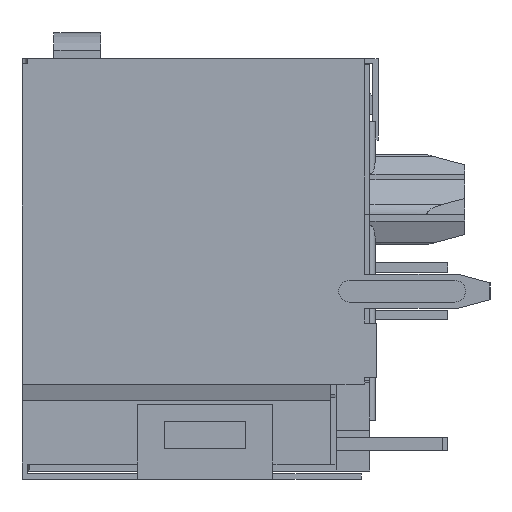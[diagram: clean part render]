
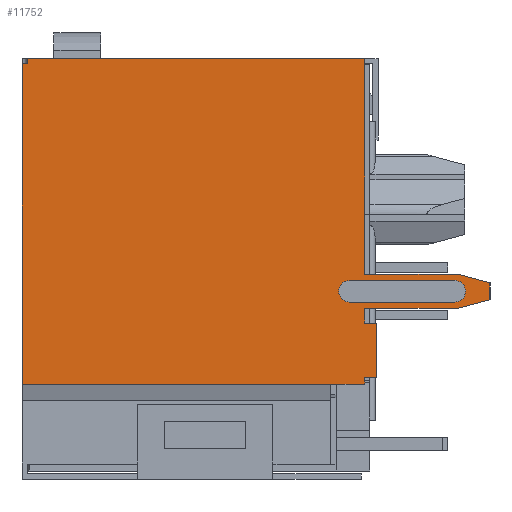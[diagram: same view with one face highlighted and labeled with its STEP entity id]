
A CAD part, left-side view. The second image highlights one B-rep face of the part: STEP entity #11752.
In plain terms, the highlighted planar face has unit normal (-1, 0, 0).
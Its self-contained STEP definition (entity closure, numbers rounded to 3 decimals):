
#141=DIRECTION('',(0.,-1.,0.));
#142=VECTOR('',#141,12.631);
#143=CARTESIAN_POINT('',(-8.128,12.835,0.211));
#144=LINE('',#143,#142);
#506=DIRECTION('',(0.,0.,1.));
#507=VECTOR('',#506,8.077);
#508=CARTESIAN_POINT('',(-8.128,0.203,-7.866));
#509=LINE('',#508,#507);
#518=DIRECTION('',(0.,0.,1.));
#519=VECTOR('',#518,0.559);
#520=CARTESIAN_POINT('',(-8.128,0.203,-9.695));
#521=LINE('',#520,#519);
#558=DIRECTION('',(0.,0.,1.));
#559=VECTOR('',#558,0.254);
#560=CARTESIAN_POINT('',(-8.128,0.203,-11.981));
#561=LINE('',#560,#559);
#666=DIRECTION('',(0.,1.,0.));
#667=VECTOR('',#666,0.457);
#668=CARTESIAN_POINT('',(-8.128,-0.254,-11.727));
#669=LINE('',#668,#667);
#706=CARTESIAN_POINT('',(-8.128,0.762,-8.501));
#707=DIRECTION('',(-1.,0.,0.));
#708=DIRECTION('',(0.,0.,1.));
#709=AXIS2_PLACEMENT_3D('',#706,#707,#708);
#711=DIRECTION('',(0.,-1.,0.));
#712=VECTOR('',#711,3.937);
#713=CARTESIAN_POINT('',(-8.128,0.762,-8.908));
#714=LINE('',#713,#712);
#715=CARTESIAN_POINT('',(-8.128,-3.175,-8.501));
#716=DIRECTION('',(-1.,0.,0.));
#717=DIRECTION('',(0.,0.,-1.));
#718=AXIS2_PLACEMENT_3D('',#715,#716,#717);
#720=DIRECTION('',(0.,1.,0.));
#721=VECTOR('',#720,3.937);
#722=CARTESIAN_POINT('',(-8.128,-3.175,-8.095));
#723=LINE('',#722,#721);
#724=DIRECTION('',(0.,1.,0.));
#725=VECTOR('',#724,1.27);
#726=CARTESIAN_POINT('',(-8.128,0.203,-11.981));
#727=LINE('',#726,#725);
#728=DIRECTION('',(0.,-1.,0.));
#729=VECTOR('',#728,0.196);
#730=CARTESIAN_POINT('',(-8.128,13.03,0.015));
#731=LINE('',#730,#729);
#732=DIRECTION('',(0.,0.,-1.));
#733=VECTOR('',#732,0.196);
#734=CARTESIAN_POINT('',(-8.128,12.835,0.211));
#735=LINE('',#734,#733);
#736=DIRECTION('',(0.,-1.,0.));
#737=VECTOR('',#736,3.514);
#738=CARTESIAN_POINT('',(-8.128,0.203,-7.866));
#739=LINE('',#738,#737);
#740=DIRECTION('',(0.,-0.966,-0.259));
#741=VECTOR('',#740,1.227);
#742=CARTESIAN_POINT('',(-8.128,-3.311,-7.866));
#743=LINE('',#742,#741);
#744=DIRECTION('',(0.,0.,-1.));
#745=VECTOR('',#744,0.635);
#746=CARTESIAN_POINT('',(-8.128,-4.496,-8.184));
#747=LINE('',#746,#745);
#748=DIRECTION('',(0.,0.966,-0.259));
#749=VECTOR('',#748,1.227);
#750=CARTESIAN_POINT('',(-8.128,-4.496,-8.819));
#751=LINE('',#750,#749);
#752=DIRECTION('',(0.,1.,0.));
#753=VECTOR('',#752,3.514);
#754=CARTESIAN_POINT('',(-8.128,-3.311,-9.136));
#755=LINE('',#754,#753);
#806=DIRECTION('',(0.,1.,0.));
#807=VECTOR('',#806,0.457);
#808=CARTESIAN_POINT('',(-8.128,-0.254,-9.695));
#809=LINE('',#808,#807);
#870=DIRECTION('',(0.,0.,1.));
#871=VECTOR('',#870,2.032);
#872=CARTESIAN_POINT('',(-8.128,-0.254,-11.727));
#873=LINE('',#872,#871);
#1002=DIRECTION('',(0.,0.,-1.));
#1003=VECTOR('',#1002,11.996);
#1004=CARTESIAN_POINT('',(-8.128,13.03,0.015));
#1005=LINE('',#1004,#1003);
#1083=DIRECTION('',(0.,-1.,0.));
#1084=VECTOR('',#1083,11.557);
#1085=CARTESIAN_POINT('',(-8.128,13.03,-11.981));
#1086=LINE('',#1085,#1084);
#10570=CARTESIAN_POINT('',(-8.128,12.835,0.211));
#10571=CARTESIAN_POINT('',(-8.128,0.203,0.211));
#10572=VERTEX_POINT('',#10570);
#10573=VERTEX_POINT('',#10571);
#10770=CARTESIAN_POINT('',(-8.128,13.03,0.015));
#10771=CARTESIAN_POINT('',(-8.128,13.03,-11.981));
#10772=VERTEX_POINT('',#10770);
#10773=VERTEX_POINT('',#10771);
#10809=CARTESIAN_POINT('',(-8.128,12.835,0.015));
#10810=VERTEX_POINT('',#10809);
#10959=CARTESIAN_POINT('',(-8.128,0.203,-11.981));
#10960=CARTESIAN_POINT('',(-8.128,1.473,-11.981));
#10961=VERTEX_POINT('',#10959);
#10962=VERTEX_POINT('',#10960);
#11061=CARTESIAN_POINT('',(-8.128,-3.311,-7.866));
#11062=CARTESIAN_POINT('',(-8.128,-4.496,-8.184));
#11063=VERTEX_POINT('',#11061);
#11064=VERTEX_POINT('',#11062);
#11065=CARTESIAN_POINT('',(-8.128,-4.496,-8.819));
#11066=VERTEX_POINT('',#11065);
#11067=CARTESIAN_POINT('',(-8.128,-3.311,-9.136));
#11068=VERTEX_POINT('',#11067);
#11077=CARTESIAN_POINT('',(-8.128,0.203,-9.136));
#11079=VERTEX_POINT('',#11077);
#11081=CARTESIAN_POINT('',(-8.128,0.203,-7.866));
#11083=VERTEX_POINT('',#11081);
#11093=CARTESIAN_POINT('',(-8.128,0.762,-8.095));
#11094=CARTESIAN_POINT('',(-8.128,0.762,-8.908));
#11095=VERTEX_POINT('',#11093);
#11096=VERTEX_POINT('',#11094);
#11097=CARTESIAN_POINT('',(-8.128,-3.175,-8.908));
#11098=VERTEX_POINT('',#11097);
#11099=CARTESIAN_POINT('',(-8.128,-3.175,-8.095));
#11100=VERTEX_POINT('',#11099);
#11110=CARTESIAN_POINT('',(-8.128,-0.254,-9.695));
#11112=VERTEX_POINT('',#11110);
#11126=CARTESIAN_POINT('',(-8.128,-0.254,-11.727));
#11128=VERTEX_POINT('',#11126);
#11134=CARTESIAN_POINT('',(-8.128,0.203,-9.695));
#11136=VERTEX_POINT('',#11134);
#11142=CARTESIAN_POINT('',(-8.128,0.203,-11.727));
#11144=VERTEX_POINT('',#11142);
#11706=CARTESIAN_POINT('',(-8.128,12.835,0.211));
#11707=DIRECTION('',(-1.,0.,0.));
#11708=DIRECTION('',(0.,-1.,0.));
#11709=AXIS2_PLACEMENT_3D('',#11706,#11707,#11708);
#11710=PLANE('',#11709);
#11711=ORIENTED_EDGE('',*,*,#11486,.F.);
#11713=ORIENTED_EDGE('',*,*,#11712,.F.);
#11715=ORIENTED_EDGE('',*,*,#11714,.F.);
#11716=ORIENTED_EDGE('',*,*,#11676,.T.);
#11717=ORIENTED_EDGE('',*,*,#11521,.F.);
#11719=ORIENTED_EDGE('',*,*,#11718,.T.);
#11721=ORIENTED_EDGE('',*,*,#11720,.F.);
#11723=ORIENTED_EDGE('',*,*,#11722,.F.);
#11725=ORIENTED_EDGE('',*,*,#11724,.T.);
#11727=ORIENTED_EDGE('',*,*,#11726,.F.);
#11728=ORIENTED_EDGE('',*,*,#11194,.T.);
#11729=ORIENTED_EDGE('',*,*,#11468,.F.);
#11731=ORIENTED_EDGE('',*,*,#11730,.T.);
#11733=ORIENTED_EDGE('',*,*,#11732,.T.);
#11735=ORIENTED_EDGE('',*,*,#11734,.T.);
#11737=ORIENTED_EDGE('',*,*,#11736,.T.);
#11739=ORIENTED_EDGE('',*,*,#11738,.T.);
#11740=EDGE_LOOP('',(#11711,#11713,#11715,#11716,#11717,#11719,#11721,#11723,
#11725,#11727,#11728,#11729,#11731,#11733,#11735,#11737,#11739));
#11741=FACE_OUTER_BOUND('',#11740,.F.);
#11743=ORIENTED_EDGE('',*,*,#11742,.T.);
#11745=ORIENTED_EDGE('',*,*,#11744,.T.);
#11747=ORIENTED_EDGE('',*,*,#11746,.T.);
#11749=ORIENTED_EDGE('',*,*,#11748,.T.);
#11750=EDGE_LOOP('',(#11743,#11745,#11747,#11749));
#11751=FACE_BOUND('',#11750,.F.);
#11752=ADVANCED_FACE('',(#11741,#11751),#11710,.T.);
#710=CIRCLE('',#709,0.406);
#719=CIRCLE('',#718,0.406);
#11194=EDGE_CURVE('',#10572,#10573,#144,.T.);
#11468=EDGE_CURVE('',#11083,#10573,#509,.T.);
#11486=EDGE_CURVE('',#11136,#11079,#521,.T.);
#11521=EDGE_CURVE('',#10961,#11144,#561,.T.);
#11676=EDGE_CURVE('',#11128,#11144,#669,.T.);
#11712=EDGE_CURVE('',#11112,#11136,#809,.T.);
#11714=EDGE_CURVE('',#11128,#11112,#873,.T.);
#11718=EDGE_CURVE('',#10961,#10962,#727,.T.);
#11720=EDGE_CURVE('',#10773,#10962,#1086,.T.);
#11722=EDGE_CURVE('',#10772,#10773,#1005,.T.);
#11724=EDGE_CURVE('',#10772,#10810,#731,.T.);
#11726=EDGE_CURVE('',#10572,#10810,#735,.T.);
#11730=EDGE_CURVE('',#11083,#11063,#739,.T.);
#11732=EDGE_CURVE('',#11063,#11064,#743,.T.);
#11734=EDGE_CURVE('',#11064,#11066,#747,.T.);
#11736=EDGE_CURVE('',#11066,#11068,#751,.T.);
#11738=EDGE_CURVE('',#11068,#11079,#755,.T.);
#11742=EDGE_CURVE('',#11095,#11096,#710,.T.);
#11744=EDGE_CURVE('',#11096,#11098,#714,.T.);
#11746=EDGE_CURVE('',#11098,#11100,#719,.T.);
#11748=EDGE_CURVE('',#11100,#11095,#723,.T.);
